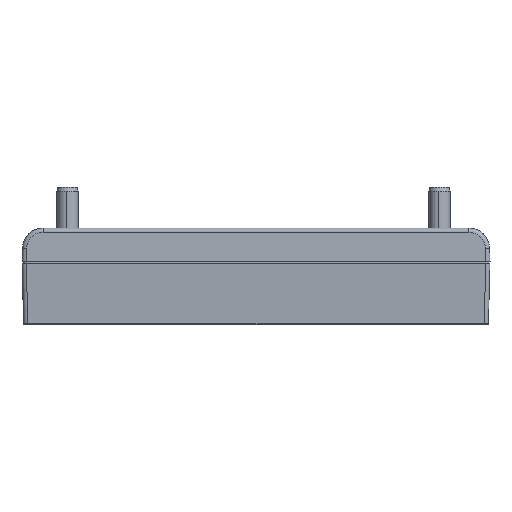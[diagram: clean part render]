
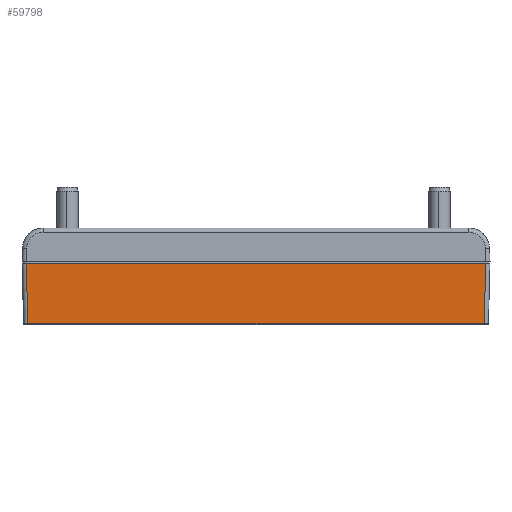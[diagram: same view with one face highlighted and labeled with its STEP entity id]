
A CAD part, front view. The second image highlights one B-rep face of the part: STEP entity #59798.
In plain terms, the highlighted planar face has unit normal (0, -1, -0.026).
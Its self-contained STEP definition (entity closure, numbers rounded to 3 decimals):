
#1503 = DIRECTION ( 'NONE',  ( 0.026, 0.026, -0.999 ) ) ;
#1695 = CARTESIAN_POINT ( 'NONE',  ( -22.159, -17.746, 5.85 ) ) ;
#2352 = PLANE ( 'NONE',  #52330 ) ;
#2508 = CARTESIAN_POINT ( 'NONE',  ( 21.746, -17.595, 0.097 ) ) ;
#3811 = LINE ( 'NONE', #39325, #34545 ) ;
#4284 = DIRECTION ( 'NONE',  ( 0.026, -0.026, 0.999 ) ) ;
#6366 = EDGE_CURVE ( 'NONE', #14283, #53696, #17658, .T. ) ;
#7619 = CARTESIAN_POINT ( 'NONE',  ( 0., -17.595, 0.097 ) ) ;
#10055 = ORIENTED_EDGE ( 'NONE', *, *, #35176, .T. ) ;
#10421 = VECTOR ( 'NONE', #52146, 1000. ) ;
#13746 = ORIENTED_EDGE ( 'NONE', *, *, #42919, .T. ) ;
#14283 = VERTEX_POINT ( 'NONE', #53753 ) ;
#15224 = VERTEX_POINT ( 'NONE', #48700 ) ;
#17658 = LINE ( 'NONE', #57156, #53245 ) ;
#25559 = CARTESIAN_POINT ( 'NONE',  ( -21.746, -17.595, 0.097 ) ) ;
#27001 = DIRECTION ( 'NONE',  ( 0., -1., -0.026 ) ) ;
#27435 = VECTOR ( 'NONE', #39393, 1000. ) ;
#31578 = CARTESIAN_POINT ( 'NONE',  ( 0., -17.746, 5.85 ) ) ;
#34545 = VECTOR ( 'NONE', #4284, 1000. ) ;
#35176 = EDGE_CURVE ( 'NONE', #15224, #14283, #53964, .T. ) ;
#36154 = ORIENTED_EDGE ( 'NONE', *, *, #50777, .T. ) ;
#39325 = CARTESIAN_POINT ( 'NONE',  ( 21.746, -17.595, 0.097 ) ) ;
#39393 = DIRECTION ( 'NONE',  ( 1., 0., 0. ) ) ;
#39411 = ORIENTED_EDGE ( 'NONE', *, *, #6366, .T. ) ;
#42919 = EDGE_CURVE ( 'NONE', #53696, #43320, #45618, .T. ) ;
#43320 = VERTEX_POINT ( 'NONE', #2508 ) ;
#45618 = LINE ( 'NONE', #7619, #27435 ) ;
#45923 = EDGE_LOOP ( 'NONE', ( #36154, #10055, #39411, #13746 ) ) ;
#47273 = FACE_OUTER_BOUND ( 'NONE', #45923, .T. ) ;
#48700 = CARTESIAN_POINT ( 'NONE',  ( 21.896, -17.746, 5.85 ) ) ;
#50777 = EDGE_CURVE ( 'NONE', #43320, #15224, #3811, .T. ) ;
#52146 = DIRECTION ( 'NONE',  ( -1., 0., 0. ) ) ;
#52330 = AXIS2_PLACEMENT_3D ( 'NONE', #1695, #27001, #52691 ) ;
#52691 = DIRECTION ( 'NONE',  ( 0., 0.026, -1. ) ) ;
#53245 = VECTOR ( 'NONE', #1503, 1000. ) ;
#53696 = VERTEX_POINT ( 'NONE', #25559 ) ;
#53753 = CARTESIAN_POINT ( 'NONE',  ( -21.896, -17.746, 5.85 ) ) ;
#53964 = LINE ( 'NONE', #31578, #10421 ) ;
#57156 = CARTESIAN_POINT ( 'NONE',  ( -21.896, -17.746, 5.85 ) ) ;
#59798 = ADVANCED_FACE ( 'NONE', ( #47273 ), #2352, .T. ) ;
